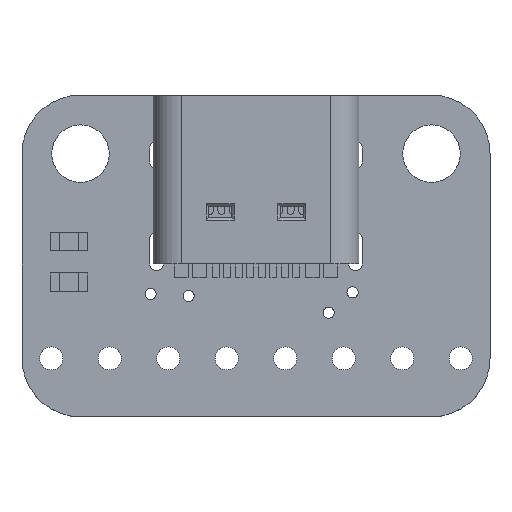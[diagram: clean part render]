
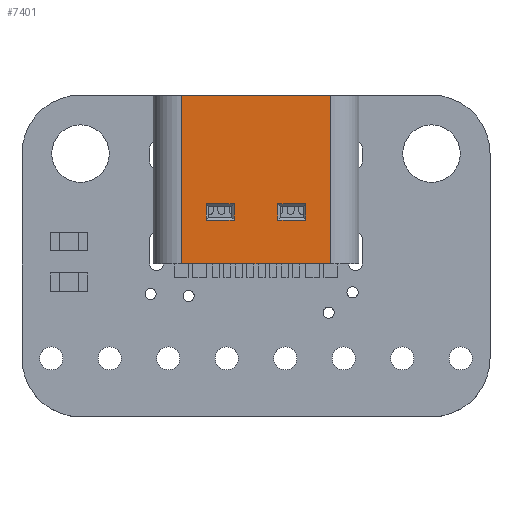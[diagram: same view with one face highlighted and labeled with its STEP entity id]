
A CAD part, top view. The second image highlights one B-rep face of the part: STEP entity #7401.
In plain terms, the highlighted planar face has unit normal (0, 0, 1).
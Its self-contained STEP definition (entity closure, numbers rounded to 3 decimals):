
#119=FACE_BOUND('',#1050,.T.);
#120=FACE_BOUND('',#1051,.T.);
#258=PLANE('',#8073);
#609=FACE_OUTER_BOUND('',#1049,.T.);
#1049=EDGE_LOOP('',(#5955,#5956,#5957,#5958));
#1050=EDGE_LOOP('',(#5959,#5960,#5961,#5962));
#1051=EDGE_LOOP('',(#5963,#5964,#5965,#5966));
#1697=LINE('',#11895,#2452);
#1712=LINE('',#11961,#2467);
#1713=LINE('',#11963,#2468);
#1714=LINE('',#11964,#2469);
#1715=LINE('',#11967,#2470);
#1716=LINE('',#11969,#2471);
#1717=LINE('',#11971,#2472);
#1718=LINE('',#11972,#2473);
#1719=LINE('',#11975,#2474);
#1720=LINE('',#11977,#2475);
#1721=LINE('',#11979,#2476);
#1722=LINE('',#11980,#2477);
#2452=VECTOR('',#9630,6.44);
#2467=VECTOR('',#9703,7.3);
#2468=VECTOR('',#9704,6.44);
#2469=VECTOR('',#9705,7.3);
#2470=VECTOR('',#9706,1.2);
#2471=VECTOR('',#9707,0.7);
#2472=VECTOR('',#9708,1.2);
#2473=VECTOR('',#9709,0.7);
#2474=VECTOR('',#9710,1.2);
#2475=VECTOR('',#9711,0.7);
#2476=VECTOR('',#9712,1.2);
#2477=VECTOR('',#9713,0.7);
#3507=VERTEX_POINT('',#11892);
#3508=VERTEX_POINT('',#11894);
#3530=VERTEX_POINT('',#11960);
#3531=VERTEX_POINT('',#11962);
#3532=VERTEX_POINT('',#11965);
#3533=VERTEX_POINT('',#11966);
#3534=VERTEX_POINT('',#11968);
#3535=VERTEX_POINT('',#11970);
#3536=VERTEX_POINT('',#11973);
#3537=VERTEX_POINT('',#11974);
#3538=VERTEX_POINT('',#11976);
#3539=VERTEX_POINT('',#11978);
#4395=EDGE_CURVE('',#3508,#3507,#1697,.T.);
#4431=EDGE_CURVE('',#3507,#3530,#1712,.F.);
#4432=EDGE_CURVE('',#3531,#3530,#1713,.T.);
#4433=EDGE_CURVE('',#3531,#3508,#1714,.T.);
#4434=EDGE_CURVE('',#3532,#3533,#1715,.T.);
#4435=EDGE_CURVE('',#3533,#3534,#1716,.T.);
#4436=EDGE_CURVE('',#3534,#3535,#1717,.T.);
#4437=EDGE_CURVE('',#3535,#3532,#1718,.T.);
#4438=EDGE_CURVE('',#3536,#3537,#1719,.T.);
#4439=EDGE_CURVE('',#3537,#3538,#1720,.T.);
#4440=EDGE_CURVE('',#3538,#3539,#1721,.T.);
#4441=EDGE_CURVE('',#3539,#3536,#1722,.T.);
#5955=ORIENTED_EDGE('',*,*,#4395,.T.);
#5956=ORIENTED_EDGE('',*,*,#4431,.T.);
#5957=ORIENTED_EDGE('',*,*,#4432,.F.);
#5958=ORIENTED_EDGE('',*,*,#4433,.T.);
#5959=ORIENTED_EDGE('',*,*,#4434,.T.);
#5960=ORIENTED_EDGE('',*,*,#4435,.T.);
#5961=ORIENTED_EDGE('',*,*,#4436,.T.);
#5962=ORIENTED_EDGE('',*,*,#4437,.T.);
#5963=ORIENTED_EDGE('',*,*,#4438,.T.);
#5964=ORIENTED_EDGE('',*,*,#4439,.T.);
#5965=ORIENTED_EDGE('',*,*,#4440,.T.);
#5966=ORIENTED_EDGE('',*,*,#4441,.T.);
#7401=ADVANCED_FACE('',(#609,#119,#120),#258,.F.);
#8073=AXIS2_PLACEMENT_3D('',#11959,#9701,#9702);
#9630=DIRECTION('',(-1.,0.,0.));
#9701=DIRECTION('center_axis',(0.,0.,-1.));
#9702=DIRECTION('ref_axis',(1.,0.,0.));
#9703=DIRECTION('',(0.,1.,0.));
#9704=DIRECTION('',(-1.,0.,0.));
#9705=DIRECTION('',(0.,1.,0.));
#9706=DIRECTION('',(1.,0.,0.));
#9707=DIRECTION('',(0.,-1.,0.));
#9708=DIRECTION('',(-1.,0.,0.));
#9709=DIRECTION('',(0.,1.,0.));
#9710=DIRECTION('',(1.,0.,0.));
#9711=DIRECTION('',(0.,-1.,0.));
#9712=DIRECTION('',(-1.,0.,0.));
#9713=DIRECTION('',(0.,1.,0.));
#11892=CARTESIAN_POINT('',(-3.22,7.33,3.2));
#11894=CARTESIAN_POINT('',(3.22,7.33,3.2));
#11895=CARTESIAN_POINT('',(3.22,7.33,3.2));
#11959=CARTESIAN_POINT('Origin',(-4.47,0.03,3.2));
#11960=CARTESIAN_POINT('',(-3.22,0.03,3.2));
#11961=CARTESIAN_POINT('',(-3.22,0.03,3.2));
#11962=CARTESIAN_POINT('',(3.22,0.03,3.2));
#11963=CARTESIAN_POINT('',(3.22,0.03,3.2));
#11964=CARTESIAN_POINT('',(3.22,0.03,3.2));
#11965=CARTESIAN_POINT('',(-2.15,5.43,3.2));
#11966=CARTESIAN_POINT('',(-0.95,5.43,3.2));
#11967=CARTESIAN_POINT('',(-2.15,5.43,3.2));
#11968=CARTESIAN_POINT('',(-0.95,4.73,3.2));
#11969=CARTESIAN_POINT('',(-0.95,5.43,3.2));
#11970=CARTESIAN_POINT('',(-2.15,4.73,3.2));
#11971=CARTESIAN_POINT('',(-0.95,4.73,3.2));
#11972=CARTESIAN_POINT('',(-2.15,4.73,3.2));
#11973=CARTESIAN_POINT('',(0.95,5.43,3.2));
#11974=CARTESIAN_POINT('',(2.15,5.43,3.2));
#11975=CARTESIAN_POINT('',(0.95,5.43,3.2));
#11976=CARTESIAN_POINT('',(2.15,4.73,3.2));
#11977=CARTESIAN_POINT('',(2.15,5.43,3.2));
#11978=CARTESIAN_POINT('',(0.95,4.73,3.2));
#11979=CARTESIAN_POINT('',(2.15,4.73,3.2));
#11980=CARTESIAN_POINT('',(0.95,4.73,3.2));
